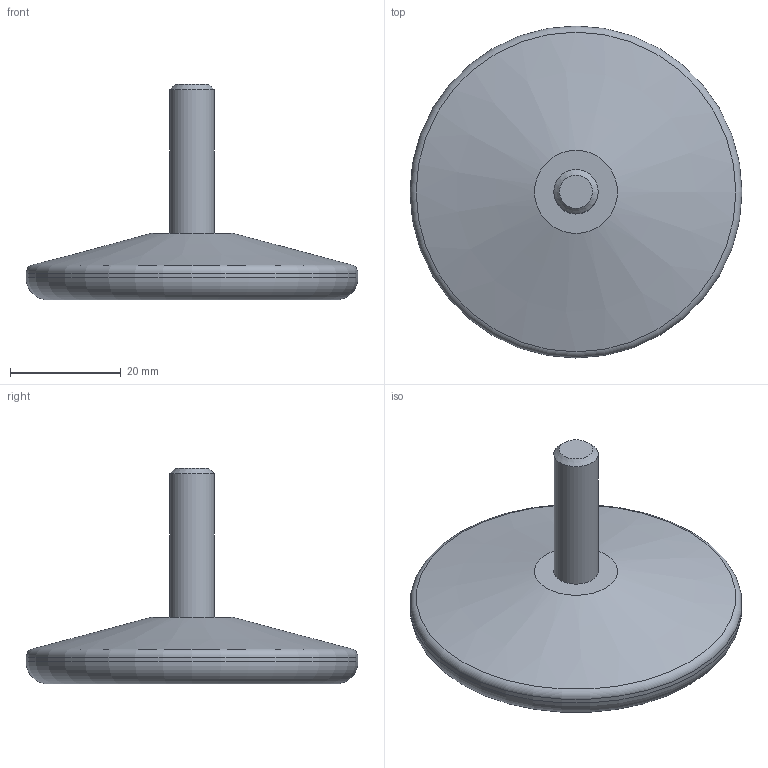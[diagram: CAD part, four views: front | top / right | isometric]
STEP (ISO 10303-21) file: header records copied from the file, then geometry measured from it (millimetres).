
FILE_DESCRIPTION( ( 'Unknown' ), '1' );
FILE_NAME( '7321612.stp', 'Unknown', ( 'Unknown' ), ( 'Unknown' ), 'PSStep 14.0', 'Unknown', ' ' );
FILE_SCHEMA( ( 'AUTOMOTIVE_DESIGN { 1 0 10303 214 1 1 1 1 }' ) );
Length unit declared in the file: millimetre
Products named in the file (1): 1
Bounding box: 60 x 60 x 39 mm (x, y, z)
Volume: 25056.7 mm3; surface area: 7145.5 mm2
Topology: 1 solids, 1 shells, 9 faces, 17 edges, 11 vertices
Faces by surface type: plane 3, torus 2, cylinder 2, cone 2
Full cylindrical faces by diameter (mm): 8 x1, 60 x1
Entity records: 262 total; most frequent: DIRECTION 36, CARTESIAN_POINT 26, AXIS2_PLACEMENT_3D 18, EDGE_LOOP 16, ORIENTED_EDGE 16, FACE_OUTER_BOUND 13, STYLED_ITEM 9, PRESENTATION_STYLE_ASSIGNMENT 9
